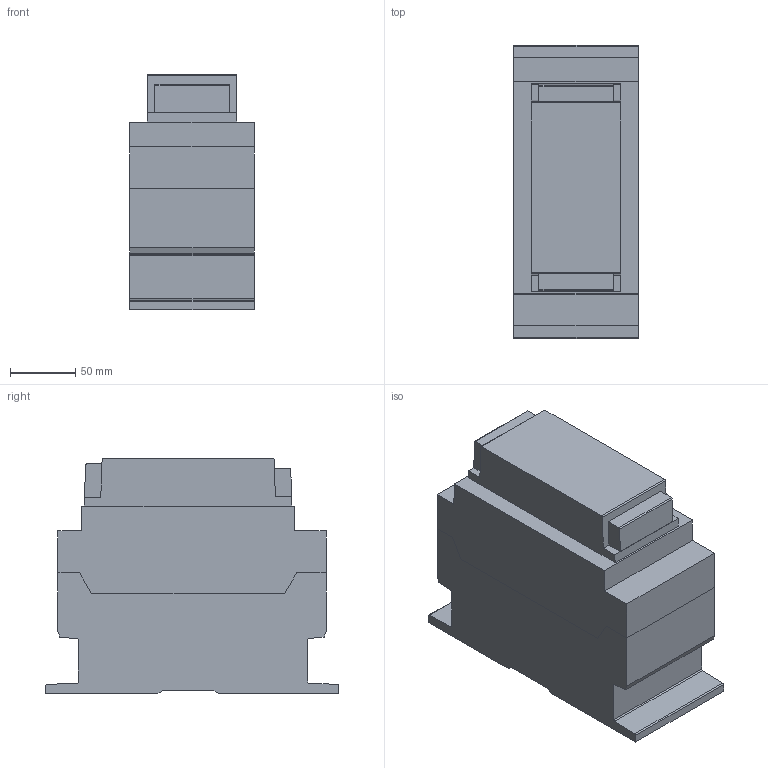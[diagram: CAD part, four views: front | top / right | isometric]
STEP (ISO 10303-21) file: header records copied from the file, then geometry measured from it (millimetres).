
FILE_DESCRIPTION(/* description */ (''),/* implementation_level */ '2;1');
FILE_NAME(/* name */ '3d_115A_zprzekaźnikiemby-pass-ADXL0115600.stp',/* time_stamp */ '2016-09-07T14:49:08+02:00',/* author */ ('Andrzej'),/* organization */ (''),/* preprocessor_version */ 'ST-DEVELOPER v15.5',/* originating_system */ 'AutoCAD Mechanical',/* authorisation */ '');
FILE_SCHEMA (('AUTOMOTIVE_DESIGN { 1 0 10303 214 3 1 1 }'));
Length unit declared in the file: millimetre
Products named in the file (1): Product
Bounding box: 95 x 224 x 180 mm (x, y, z)
Volume: 2997429.8 mm3; surface area: 218229 mm2
Topology: 5 solids, 5 shells, 70 faces, 345 edges, 405 vertices
Faces by surface type: plane 60, cylinder 10
Entity records: 3386 total; most frequent: CARTESIAN_POINT 866, DIRECTION 610, ORIENTED_EDGE 360, LINE 222, VECTOR 222, AXIS2_PLACEMENT_3D 194, EDGE_CURVE 180, TRIMMED_CURVE 165
